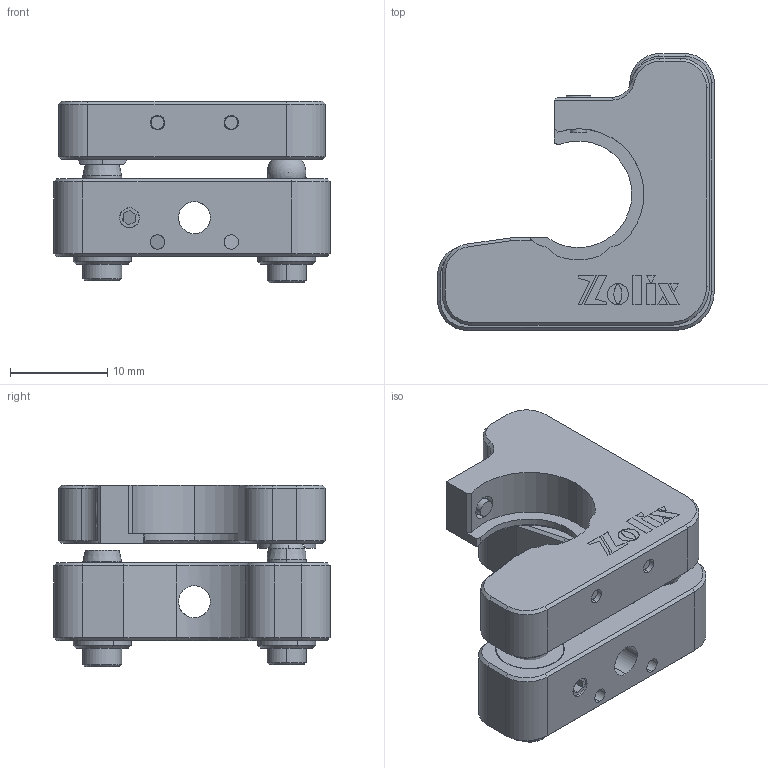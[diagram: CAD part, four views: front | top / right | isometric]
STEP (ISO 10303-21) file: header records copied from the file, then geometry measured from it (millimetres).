
FILE_DESCRIPTION (( 'STEP AP203' ), '1' );
FILE_NAME ('NMM12.7-B.step', '2019-05-09T09:00:07', ( '' ), ( '' ), 'SwSTEP 2.0', 'SolidWorks 2016', '' );
FILE_SCHEMA (( 'CONFIG_CONTROL_DESIGN' ));
Length unit declared in the file: millimetre
Products named in the file (1): NMM12.7-B
Bounding box: 28.5 x 28.5 x 18.7 mm (x, y, z)
Surface area: 4668.4 mm2 (no closed solid volume)
Topology: 0 solids, 26 shells, 281 faces, 1037 edges, 762 vertices
Faces by surface type: plane 138, cylinder 97, cone 44, sphere 2
Entity records: 11644 total; most frequent: CARTESIAN_POINT 2806, DIRECTION 1797, ORIENTED_EDGE 1612, EDGE_CURVE 1030, VERTEX_POINT 759, LINE 725, VECTOR 725, AXIS2_PLACEMENT_3D 536
